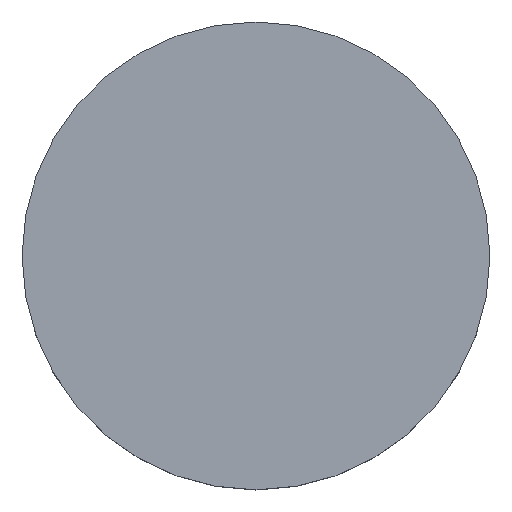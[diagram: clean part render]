
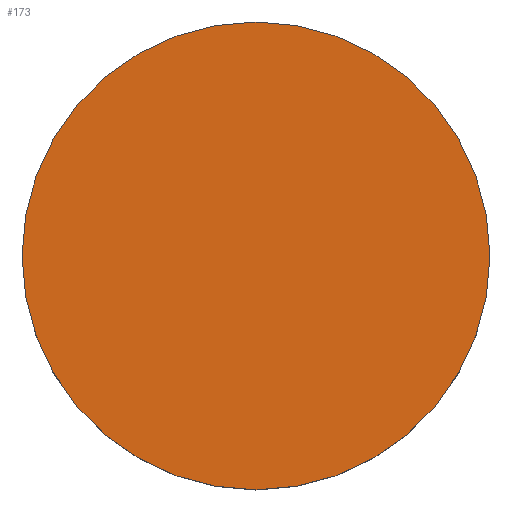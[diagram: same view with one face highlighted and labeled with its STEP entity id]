
A CAD part, top view. The second image highlights one B-rep face of the part: STEP entity #173.
In plain terms, the highlighted planar face has unit normal (0, 0, 1).
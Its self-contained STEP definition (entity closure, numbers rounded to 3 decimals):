
#11 = EDGE_LOOP ( 'NONE', ( #76, #108 ) ) ;
#13 = DIRECTION ( 'NONE',  ( 1., 0., 0. ) ) ;
#18 = DIRECTION ( 'NONE',  ( 0., 0., 1. ) ) ;
#25 = EDGE_CURVE ( 'NONE', #140, #48, #60, .T. ) ;
#29 = DIRECTION ( 'NONE',  ( 0., 0., 1. ) ) ;
#35 = CARTESIAN_POINT ( 'NONE',  ( 0., 0., 0.25 ) ) ;
#45 = PLANE ( 'NONE',  #87 ) ;
#48 = VERTEX_POINT ( 'NONE', #110 ) ;
#60 = CIRCLE ( 'NONE', #65, 1.25 ) ;
#65 = AXIS2_PLACEMENT_3D ( 'NONE', #156, #117, #72 ) ;
#72 = DIRECTION ( 'NONE',  ( 1., 0., 0. ) ) ;
#73 = CARTESIAN_POINT ( 'NONE',  ( 0., 0., 0.25 ) ) ;
#76 = ORIENTED_EDGE ( 'NONE', *, *, #25, .T. ) ;
#82 = DIRECTION ( 'NONE',  ( 1., 0., 0. ) ) ;
#85 = CIRCLE ( 'NONE', #115, 1.25 ) ;
#86 = FACE_OUTER_BOUND ( 'NONE', #11, .T. ) ;
#87 = AXIS2_PLACEMENT_3D ( 'NONE', #73, #18, #13 ) ;
#108 = ORIENTED_EDGE ( 'NONE', *, *, #141, .T. ) ;
#110 = CARTESIAN_POINT ( 'NONE',  ( 1.25, 0., 0.25 ) ) ;
#115 = AXIS2_PLACEMENT_3D ( 'NONE', #35, #29, #82 ) ;
#117 = DIRECTION ( 'NONE',  ( 0., 0., 1. ) ) ;
#140 = VERTEX_POINT ( 'NONE', #152 ) ;
#141 = EDGE_CURVE ( 'NONE', #48, #140, #85, .T. ) ;
#152 = CARTESIAN_POINT ( 'NONE',  ( -1.25, 0., 0.25 ) ) ;
#156 = CARTESIAN_POINT ( 'NONE',  ( 0., 0., 0.25 ) ) ;
#173 = ADVANCED_FACE ( 'NONE', ( #86 ), #45, .T. ) ;
